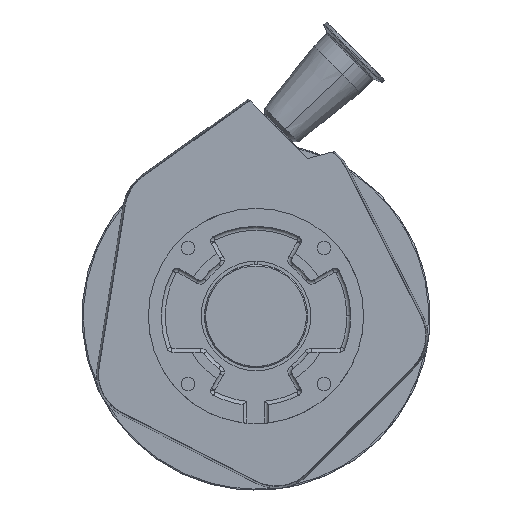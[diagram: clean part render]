
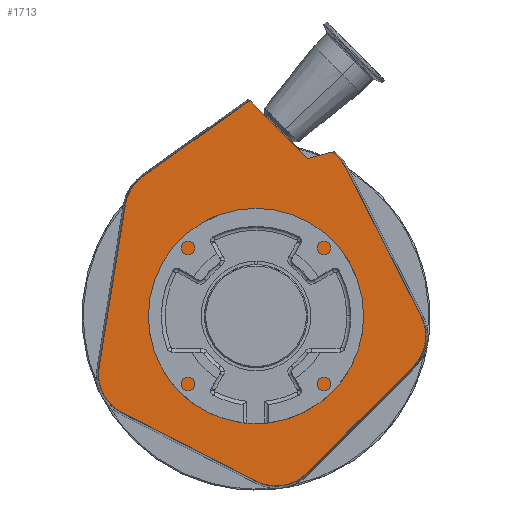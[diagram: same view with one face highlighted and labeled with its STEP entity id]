
A CAD part, top view. The second image highlights one B-rep face of the part: STEP entity #1713.
In plain terms, the highlighted planar face has unit normal (0, 0, 1).
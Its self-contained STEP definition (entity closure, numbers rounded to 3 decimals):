
#146 = DIRECTION ( 'NONE',  ( 0., 0., 1. ) ) ;
#275 = CARTESIAN_POINT ( 'NONE',  ( 40.305, 122.329, -141.5 ) ) ;
#351 = DIRECTION ( 'NONE',  ( -0.707, -0.707, 0. ) ) ;
#472 = ORIENTED_EDGE ( 'NONE', *, *, #6197, .F. ) ;
#534 = AXIS2_PLACEMENT_3D ( 'NONE', #12296, #5732, #1517 ) ;
#596 = ORIENTED_EDGE ( 'NONE', *, *, #10750, .F. ) ;
#866 = ORIENTED_EDGE ( 'NONE', *, *, #13327, .T. ) ;
#877 = DIRECTION ( 'NONE',  ( -0.707, -0.707, 0. ) ) ;
#1026 = DIRECTION ( 'NONE',  ( 0., 0., -1. ) ) ;
#1044 = VERTEX_POINT ( 'NONE', #1478 ) ;
#1188 = VERTEX_POINT ( 'NONE', #11892 ) ;
#1253 = CARTESIAN_POINT ( 'NONE',  ( -101.399, 86.281, -141.5 ) ) ;
#1323 = CARTESIAN_POINT ( 'NONE',  ( -88.734, -45.017, -141.5 ) ) ;
#1415 = EDGE_CURVE ( 'NONE', #5458, #12801, #8327, .T. ) ;
#1478 = CARTESIAN_POINT ( 'NONE',  ( 58.944, 127.324, -141.5 ) ) ;
#1482 = CIRCLE ( 'NONE', #3715, 55. ) ;
#1517 = DIRECTION ( 'NONE',  ( -0.707, -0.707, 0. ) ) ;
#1534 = DIRECTION ( 'NONE',  ( -0.891, 0.454, 0. ) ) ;
#1592 = ORIENTED_EDGE ( 'NONE', *, *, #7040, .F. ) ;
#1713 = ADVANCED_FACE ( 'NONE', ( #6482, #5577 ), #9742, .T. ) ;
#1767 = EDGE_LOOP ( 'NONE', ( #9728, #866, #3757, #3814, #4029, #6715, #8867, #1592, #5357, #10934, #596, #6631, #472, #12530 ) ) ;
#1848 = CARTESIAN_POINT ( 'NONE',  ( -116.993, 87.288, -141.5 ) ) ;
#1876 = CIRCLE ( 'NONE', #8863, 33.406 ) ;
#1917 = CARTESIAN_POINT ( 'NONE',  ( -68.419, 80.962, -141.5 ) ) ;
#2056 = CARTESIAN_POINT ( 'NONE',  ( 0., 0., -141.5 ) ) ;
#2100 = EDGE_LOOP ( 'NONE', ( #5365, #4226 ) ) ;
#2264 = EDGE_CURVE ( 'NONE', #1044, #5458, #7041, .T. ) ;
#2307 = EDGE_CURVE ( 'NONE', #3685, #1188, #4958, .T. ) ;
#2392 = EDGE_CURVE ( 'NONE', #4293, #10383, #1876, .T. ) ;
#2432 = VERTEX_POINT ( 'NONE', #5096 ) ;
#2574 = CARTESIAN_POINT ( 'NONE',  ( -87.855, 108.132, -141.5 ) ) ;
#2598 = DIRECTION ( 'NONE',  ( 0., 0., -1. ) ) ;
#2877 = CARTESIAN_POINT ( 'NONE',  ( -103.9, -74.782, -141.5 ) ) ;
#3596 = EDGE_CURVE ( 'NONE', #13789, #13288, #12391, .T. ) ;
#3685 = VERTEX_POINT ( 'NONE', #2574 ) ;
#3715 = AXIS2_PLACEMENT_3D ( 'NONE', #2056, #12930, #6340 ) ;
#3757 = ORIENTED_EDGE ( 'NONE', *, *, #10283, .T. ) ;
#3764 = LINE ( 'NONE', #8992, #8758 ) ;
#3790 = CIRCLE ( 'NONE', #4232, 4.77 ) ;
#3814 = ORIENTED_EDGE ( 'NONE', *, *, #11754, .F. ) ;
#3897 = VECTOR ( 'NONE', #12587, 1000. ) ;
#4029 = ORIENTED_EDGE ( 'NONE', *, *, #2307, .F. ) ;
#4226 = ORIENTED_EDGE ( 'NONE', *, *, #10587, .F. ) ;
#4232 = AXIS2_PLACEMENT_3D ( 'NONE', #13850, #12725, #13923 ) ;
#4293 = VERTEX_POINT ( 'NONE', #1253 ) ;
#4318 = VERTEX_POINT ( 'NONE', #10712 ) ;
#4722 = CARTESIAN_POINT ( 'NONE',  ( -68.419, 80.962, -141.5 ) ) ;
#4772 = CARTESIAN_POINT ( 'NONE',  ( 121.965, -38.974, -141.5 ) ) ;
#4799 = LINE ( 'NONE', #12223, #10754 ) ;
#4897 = EDGE_CURVE ( 'NONE', #12937, #8058, #6195, .T. ) ;
#4958 = LINE ( 'NONE', #1848, #3897 ) ;
#5038 = DIRECTION ( 'NONE',  ( 0.159, 0.987, 0. ) ) ;
#5096 = CARTESIAN_POINT ( 'NONE',  ( 0.571, -128.013, -141.5 ) ) ;
#5348 = DIRECTION ( 'NONE',  ( -0.707, -0.707, 0. ) ) ;
#5357 = ORIENTED_EDGE ( 'NONE', *, *, #3596, .F. ) ;
#5365 = ORIENTED_EDGE ( 'NONE', *, *, #8039, .F. ) ;
#5458 = VERTEX_POINT ( 'NONE', #7512 ) ;
#5547 = AXIS2_PLACEMENT_3D ( 'NONE', #10761, #10552, #877 ) ;
#5561 = AXIS2_PLACEMENT_3D ( 'NONE', #8509, #146, #5348 ) ;
#5577 = FACE_OUTER_BOUND ( 'NONE', #1767, .T. ) ;
#5732 = DIRECTION ( 'NONE',  ( 0., 0., -1. ) ) ;
#5747 = LINE ( 'NONE', #7855, #7060 ) ;
#5768 = VECTOR ( 'NONE', #11648, 1000. ) ;
#6195 = LINE ( 'NONE', #7317, #5768 ) ;
#6197 = EDGE_CURVE ( 'NONE', #12801, #12937, #13670, .T. ) ;
#6340 = DIRECTION ( 'NONE',  ( -0.707, -0.707, 0. ) ) ;
#6482 = FACE_BOUND ( 'NONE', #2100, .T. ) ;
#6631 = ORIENTED_EDGE ( 'NONE', *, *, #4897, .F. ) ;
#6715 = ORIENTED_EDGE ( 'NONE', *, *, #12395, .F. ) ;
#6886 = DIRECTION ( 'NONE',  ( -0.707, -0.707, 0. ) ) ;
#6930 = EDGE_CURVE ( 'NONE', #2432, #13789, #5747, .T. ) ;
#7040 = EDGE_CURVE ( 'NONE', #13288, #4293, #10480, .T. ) ;
#7041 = CIRCLE ( 'NONE', #534, 33.406 ) ;
#7060 = VECTOR ( 'NONE', #1534, 1000. ) ;
#7194 = DIRECTION ( 'NONE',  ( 0., 0., -1. ) ) ;
#7201 = CARTESIAN_POINT ( 'NONE',  ( 144.669, -33.067, -141.5 ) ) ;
#7206 = CARTESIAN_POINT ( 'NONE',  ( -127.433, -75.16, -141.5 ) ) ;
#7317 = CARTESIAN_POINT ( 'NONE',  ( 39.4, -121.828, -141.5 ) ) ;
#7397 = DIRECTION ( 'NONE',  ( -0.707, -0.707, 0. ) ) ;
#7512 = CARTESIAN_POINT ( 'NONE',  ( 69.909, 114.814, -141.5 ) ) ;
#7601 = DIRECTION ( 'NONE',  ( 0., 0., -1. ) ) ;
#7830 = CARTESIAN_POINT ( 'NONE',  ( -92.04, 104.584, -141.5 ) ) ;
#7855 = CARTESIAN_POINT ( 'NONE',  ( 0.571, -128.013, -141.5 ) ) ;
#8039 = EDGE_CURVE ( 'NONE', #9892, #8140, #1482, .T. ) ;
#8058 = VERTEX_POINT ( 'NONE', #12008 ) ;
#8099 = AXIS2_PLACEMENT_3D ( 'NONE', #1323, #1026, #12047 ) ;
#8140 = VERTEX_POINT ( 'NONE', #13913 ) ;
#8311 = AXIS2_PLACEMENT_3D ( 'NONE', #4722, #7601, #351 ) ;
#8327 = LINE ( 'NONE', #7201, #11876 ) ;
#8509 = CARTESIAN_POINT ( 'NONE',  ( 0., 0., -141.5 ) ) ;
#8758 = VECTOR ( 'NONE', #12183, 1000. ) ;
#8863 = AXIS2_PLACEMENT_3D ( 'NONE', #1917, #7194, #7397 ) ;
#8867 = ORIENTED_EDGE ( 'NONE', *, *, #2392, .F. ) ;
#8873 = CARTESIAN_POINT ( 'NONE',  ( 15.737, -98.248, -141.5 ) ) ;
#8992 = CARTESIAN_POINT ( 'NONE',  ( 118.508, 143.284, -141.5 ) ) ;
#9097 = DIRECTION ( 'NONE',  ( -0.707, 0.707, 0. ) ) ;
#9321 = DIRECTION ( 'NONE',  ( 0.451, -0.892, 0. ) ) ;
#9640 = VERTEX_POINT ( 'NONE', #275 ) ;
#9728 = ORIENTED_EDGE ( 'NONE', *, *, #2264, .F. ) ;
#9742 = PLANE ( 'NONE',  #12105 ) ;
#9869 = CARTESIAN_POINT ( 'NONE',  ( 128.115, -0.322, -141.5 ) ) ;
#9887 = DIRECTION ( 'NONE',  ( 0., 0., 1. ) ) ;
#9892 = VERTEX_POINT ( 'NONE', #9915 ) ;
#9915 = CARTESIAN_POINT ( 'NONE',  ( -38.891, -38.891, -141.5 ) ) ;
#10033 = CARTESIAN_POINT ( 'NONE',  ( 123.744, 123.744, -141.5 ) ) ;
#10283 = EDGE_CURVE ( 'NONE', #9640, #4318, #4799, .T. ) ;
#10308 = CIRCLE ( 'NONE', #10764, 33.406 ) ;
#10383 = VERTEX_POINT ( 'NONE', #7830 ) ;
#10480 = LINE ( 'NONE', #7206, #11367 ) ;
#10552 = DIRECTION ( 'NONE',  ( 0., 0., -1. ) ) ;
#10587 = EDGE_CURVE ( 'NONE', #8140, #9892, #13025, .T. ) ;
#10712 = CARTESIAN_POINT ( 'NONE',  ( -4.38, 167.015, -141.5 ) ) ;
#10750 = EDGE_CURVE ( 'NONE', #8058, #2432, #10308, .T. ) ;
#10754 = VECTOR ( 'NONE', #9097, 1000. ) ;
#10761 = CARTESIAN_POINT ( 'NONE',  ( 98.302, -15.394, -141.5 ) ) ;
#10764 = AXIS2_PLACEMENT_3D ( 'NONE', #8873, #2598, #6886 ) ;
#10934 = ORIENTED_EDGE ( 'NONE', *, *, #6930, .F. ) ;
#11057 = CARTESIAN_POINT ( 'NONE',  ( -121.714, -39.699, -141.5 ) ) ;
#11367 = VECTOR ( 'NONE', #5038, 1000. ) ;
#11648 = DIRECTION ( 'NONE',  ( -0.706, -0.708, 0. ) ) ;
#11754 = EDGE_CURVE ( 'NONE', #1188, #4318, #3790, .T. ) ;
#11876 = VECTOR ( 'NONE', #9321, 1000. ) ;
#11892 = CARTESIAN_POINT ( 'NONE',  ( -6.769, 166.14, -141.5 ) ) ;
#12008 = CARTESIAN_POINT ( 'NONE',  ( 39.4, -121.828, -141.5 ) ) ;
#12047 = DIRECTION ( 'NONE',  ( -0.707, -0.707, 0. ) ) ;
#12105 = AXIS2_PLACEMENT_3D ( 'NONE', #10033, #9887, #13075 ) ;
#12175 = CIRCLE ( 'NONE', #8311, 33.406 ) ;
#12183 = DIRECTION ( 'NONE',  ( -0.966, -0.259, 0. ) ) ;
#12223 = CARTESIAN_POINT ( 'NONE',  ( 81.317, 81.317, -141.5 ) ) ;
#12296 = CARTESIAN_POINT ( 'NONE',  ( 40.096, 99.742, -141.5 ) ) ;
#12391 = CIRCLE ( 'NONE', #8099, 33.406 ) ;
#12395 = EDGE_CURVE ( 'NONE', #10383, #3685, #12175, .T. ) ;
#12530 = ORIENTED_EDGE ( 'NONE', *, *, #1415, .F. ) ;
#12587 = DIRECTION ( 'NONE',  ( 0.813, 0.582, 0. ) ) ;
#12725 = DIRECTION ( 'NONE',  ( 0., 0., -1. ) ) ;
#12801 = VERTEX_POINT ( 'NONE', #9869 ) ;
#12930 = DIRECTION ( 'NONE',  ( 0., 0., 1. ) ) ;
#12937 = VERTEX_POINT ( 'NONE', #4772 ) ;
#13025 = CIRCLE ( 'NONE', #5561, 55. ) ;
#13075 = DIRECTION ( 'NONE',  ( -0.707, -0.707, 0. ) ) ;
#13288 = VERTEX_POINT ( 'NONE', #11057 ) ;
#13327 = EDGE_CURVE ( 'NONE', #1044, #9640, #3764, .T. ) ;
#13670 = CIRCLE ( 'NONE', #5547, 33.406 ) ;
#13789 = VERTEX_POINT ( 'NONE', #2877 ) ;
#13850 = CARTESIAN_POINT ( 'NONE',  ( -3.994, 162.261, -141.5 ) ) ;
#13913 = CARTESIAN_POINT ( 'NONE',  ( 38.891, 38.891, -141.5 ) ) ;
#13923 = DIRECTION ( 'NONE',  ( -0.707, -0.707, 0. ) ) ;
